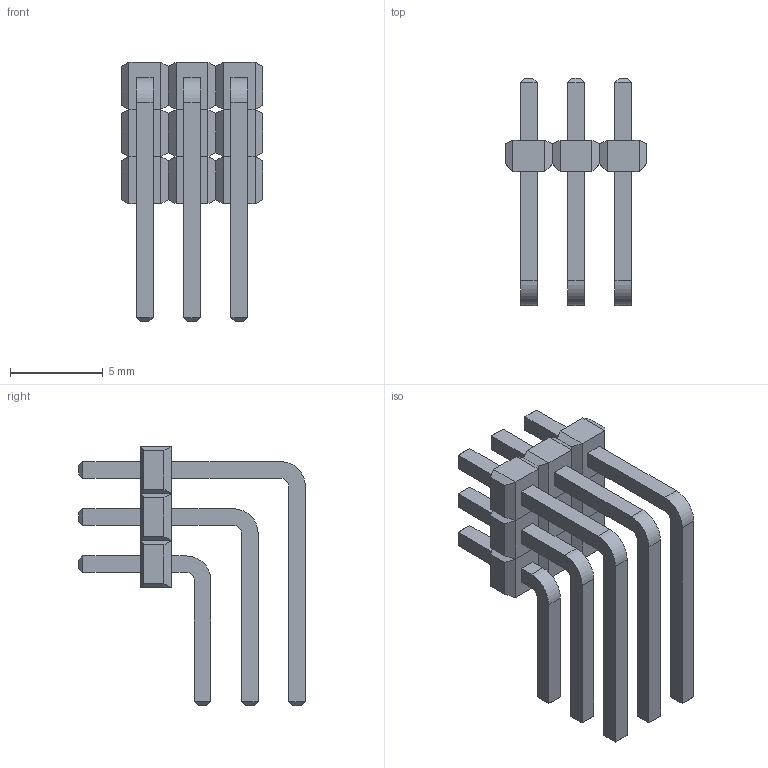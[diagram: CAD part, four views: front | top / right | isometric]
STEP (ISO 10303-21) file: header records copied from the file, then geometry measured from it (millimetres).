
FILE_DESCRIPTION(('STEP AP214'),'1');
FILE_NAME('TSW-103-08-T-T-RA_SAI','2024-04-02T05:09:32',(''),(''),'','','');
FILE_SCHEMA(('AUTOMOTIVE_DESIGN'));
Length unit declared in the file: millimetre
Products named in the file (1): product
Bounding box: 7.62 x 12.21 x 13.97 mm (x, y, z)
Volume: 211.1 mm3; surface area: 782.9 mm2
Topology: 21 solids, 21 shells, 330 faces, 696 edges, 408 vertices
Faces by surface type: plane 312, cylinder 18
Entity records: 8232 total; most frequent: DIRECTION 1394, ORIENTED_EDGE 1392, CARTESIAN_POINT 757, EDGE_CURVE 696, LINE 660, VECTOR 660, VERTEX_POINT 408, AXIS2_PLACEMENT_3D 367
